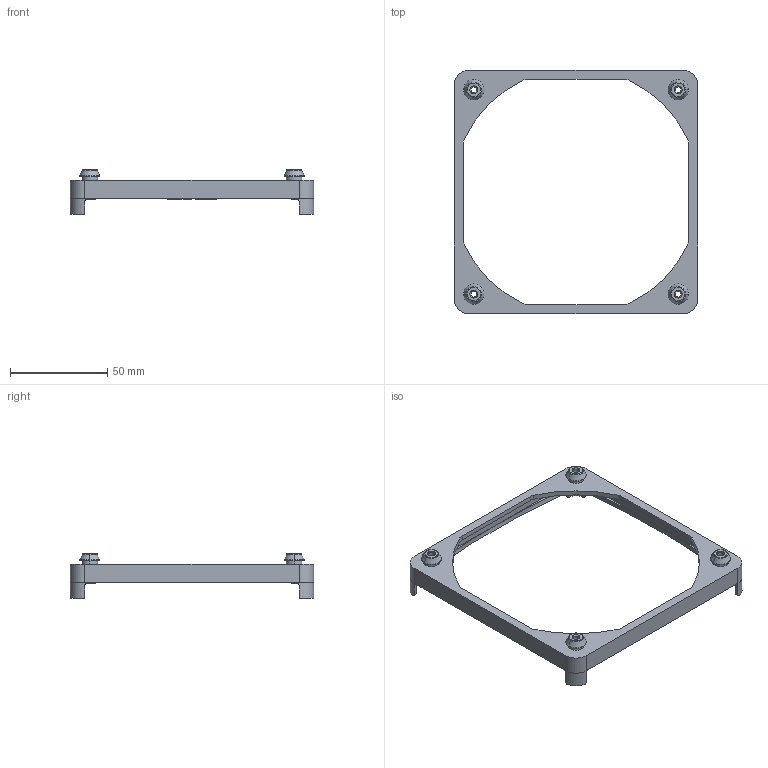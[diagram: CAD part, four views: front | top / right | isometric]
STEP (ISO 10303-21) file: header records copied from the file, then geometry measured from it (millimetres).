
FILE_DESCRIPTION((''),'2;1');
FILE_NAME('LM-119-40-20 ov.stp','2005-06-20T09:50:41',(''),(''),'Mechanical Desktop.R8.0.24.0','Mechanical Desktop.R8.0.24.0',', , ');
FILE_SCHEMA(('CONFIG_CONTROL_DESIGN'));
Length unit declared in the file: millimetre
Products named in the file (2): LM-119-40-20 OVA; LM-119-40-20 OV
Assembly tree (1 placements, depth 2):
  LM-119-40-20 OVA
    LM-119-40-20 OV
Bounding box: 125 x 125 x 23 mm (x, y, z)
Volume: 22244.9 mm3; surface area: 19178.5 mm2
Topology: 1 solids, 1 shells, 1303 faces, 3613 edges, 2373 vertices
Faces by surface type: bspline 826, plane 298, cylinder 119, torus 28, sphere 16, cone 16
Entity records: 46871 total; most frequent: CARTESIAN_POINT 19001, ORIENTED_EDGE 7194, EDGE_CURVE 3597, DIRECTION 3218, VERTEX_POINT 2373, B_SPLINE_CURVE_WITH_KNOTS 1668, VECTOR 1598, LINE 1598
